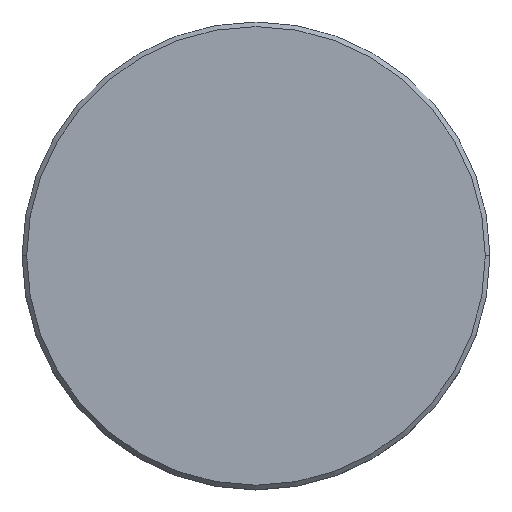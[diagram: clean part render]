
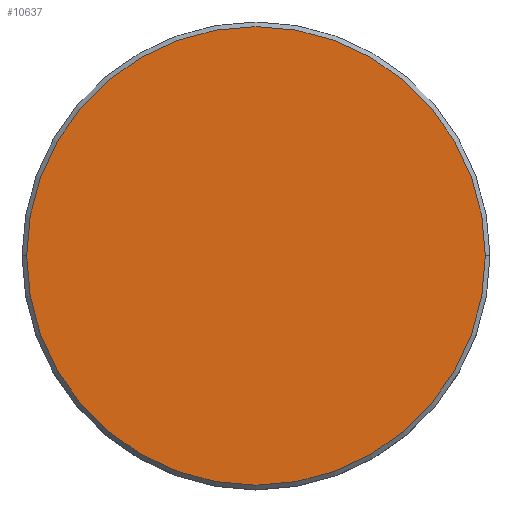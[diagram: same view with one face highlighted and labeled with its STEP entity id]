
A CAD part, top view. The second image highlights one B-rep face of the part: STEP entity #10637.
In plain terms, the highlighted planar face has unit normal (0, 0, 1).
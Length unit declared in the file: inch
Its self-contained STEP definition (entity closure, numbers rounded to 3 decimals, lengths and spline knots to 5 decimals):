
#7062 = DIRECTION ( 'NONE',  ( 1., 0., 0. ) ) ;
#7063 = DIRECTION ( 'NONE',  ( 0., 0., 1. ) ) ;
#7064 = CARTESIAN_POINT ( 'NONE',  ( 0., 0., 0.11811 ) ) ;
#7065 = AXIS2_PLACEMENT_3D ( 'NONE', #7064, #7063, #7062 ) ;
#7066 = CIRCLE ( 'NONE', #7065, 0.49016 ) ;
#7125 = DIRECTION ( 'NONE',  ( 1., 0., 0. ) ) ;
#7126 = DIRECTION ( 'NONE',  ( 0., 0., 1. ) ) ;
#7473 = CARTESIAN_POINT ( 'NONE',  ( 0., 0., 0.11811 ) ) ;
#7474 = AXIS2_PLACEMENT_3D ( 'NONE', #7473, #7126, #7125 ) ;
#7475 = CIRCLE ( 'NONE', #7474, 0.49016 ) ;
#7568 = PLANE ( 'NONE',  #7573 ) ;
#7570 = DIRECTION ( 'NONE',  ( 1., 0., 0. ) ) ;
#7571 = DIRECTION ( 'NONE',  ( 0., 0., 1. ) ) ;
#7572 = CARTESIAN_POINT ( 'NONE',  ( 0., 0., 0.11811 ) ) ;
#7573 = AXIS2_PLACEMENT_3D ( 'NONE', #7572, #7571, #7570 ) ;
#7620 = FACE_OUTER_BOUND ( 'NONE', #10642, .T. ) ;
#7637 = CARTESIAN_POINT ( 'NONE',  ( 0.49016, 0., 0.11811 ) ) ;
#7638 = CARTESIAN_POINT ( 'NONE',  ( -0.49016, 0., 0.11811 ) ) ;
#10471 = ORIENTED_EDGE ( 'NONE', *, *, #10472, .T. ) ;
#10472 = EDGE_CURVE ( 'NONE', #10634, #10633, #7066, .T. ) ;
#10473 = ORIENTED_EDGE ( 'NONE', *, *, #10632, .T. ) ;
#10632 = EDGE_CURVE ( 'NONE', #10633, #10634, #7475, .T. ) ;
#10633 = VERTEX_POINT ( 'NONE', #7637 ) ;
#10634 = VERTEX_POINT ( 'NONE', #7638 ) ;
#10637 = ADVANCED_FACE ( 'NONE', ( #7620 ), #7568, .T. ) ;
#10642 = EDGE_LOOP ( 'NONE', ( #10471, #10473 ) ) ;
